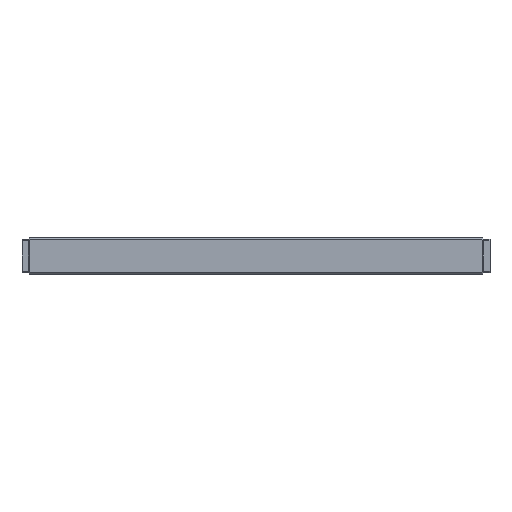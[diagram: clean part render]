
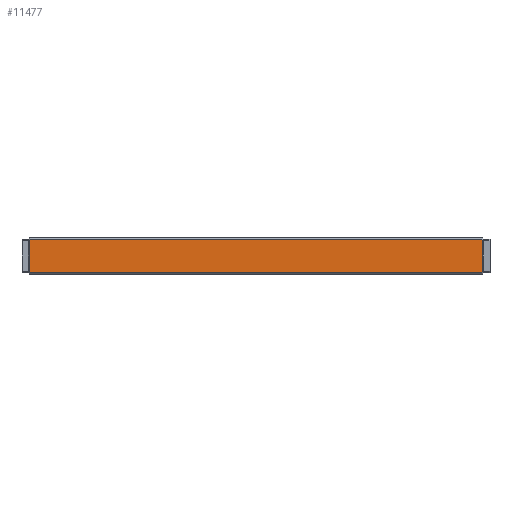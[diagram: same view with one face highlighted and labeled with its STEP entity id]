
A CAD part, front view. The second image highlights one B-rep face of the part: STEP entity #11477.
In plain terms, the highlighted planar face has unit normal (0, -1, 0).
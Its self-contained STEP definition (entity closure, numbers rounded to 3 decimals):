
#9570=FACE_OUTER_BOUND('',#19459,.T.);
#11477=ADVANCED_FACE('',(#9570),#14085,.T.);
#14085=PLANE('',#53754);
#19459=EDGE_LOOP('',(#23310,#23311,#23312,#23313,#23314,#23315,#23316,#23317));
#23310=ORIENTED_EDGE('',*,*,#39906,.T.);
#23311=ORIENTED_EDGE('',*,*,#39907,.F.);
#23312=ORIENTED_EDGE('',*,*,#39908,.T.);
#23313=ORIENTED_EDGE('',*,*,#39909,.T.);
#23314=ORIENTED_EDGE('',*,*,#39910,.T.);
#23315=ORIENTED_EDGE('',*,*,#39911,.F.);
#23316=ORIENTED_EDGE('',*,*,#39912,.T.);
#23317=ORIENTED_EDGE('',*,*,#39913,.T.);
#35582=VERTEX_POINT('',#69472);
#35583=VERTEX_POINT('',#69473);
#35584=VERTEX_POINT('',#69475);
#35585=VERTEX_POINT('',#69477);
#35586=VERTEX_POINT('',#69479);
#35587=VERTEX_POINT('',#69481);
#35588=VERTEX_POINT('',#69483);
#35589=VERTEX_POINT('',#69485);
#39906=EDGE_CURVE('',#35582,#35583,#45954,.T.);
#39907=EDGE_CURVE('',#35584,#35583,#45955,.T.);
#39908=EDGE_CURVE('',#35584,#35585,#45956,.T.);
#39909=EDGE_CURVE('',#35585,#35586,#45957,.T.);
#39910=EDGE_CURVE('',#35586,#35587,#45958,.T.);
#39911=EDGE_CURVE('',#35588,#35587,#45959,.T.);
#39912=EDGE_CURVE('',#35588,#35589,#45960,.T.);
#39913=EDGE_CURVE('',#35589,#35582,#45961,.T.);
#45954=LINE('',#69471,#49942);
#45955=LINE('',#69474,#49943);
#45956=LINE('',#69476,#49944);
#45957=LINE('',#69478,#49945);
#45958=LINE('',#69480,#49946);
#45959=LINE('',#69482,#49947);
#45960=LINE('',#69484,#49948);
#45961=LINE('',#69486,#49949);
#49942=VECTOR('',#57601,1.);
#49943=VECTOR('',#57602,1.);
#49944=VECTOR('',#57603,1.);
#49945=VECTOR('',#57604,1.);
#49946=VECTOR('',#57605,1.);
#49947=VECTOR('',#57606,1.);
#49948=VECTOR('',#57607,1.);
#49949=VECTOR('',#57608,1.);
#53754=AXIS2_PLACEMENT_3D('',#69487,#57609,#57610);
#57601=DIRECTION('',(-1.,0.,0.));
#57602=DIRECTION('',(0.577,0.,0.816));
#57603=DIRECTION('',(0.,0.,-1.));
#57604=DIRECTION('',(0.577,0.,-0.816));
#57605=DIRECTION('',(1.,0.,0.));
#57606=DIRECTION('',(-0.577,0.,-0.816));
#57607=DIRECTION('',(0.,0.,1.));
#57608=DIRECTION('',(-0.577,0.,0.816));
#57609=DIRECTION('',(0.,-1.,0.));
#57610=DIRECTION('',(1.,0.,0.));
#69471=CARTESIAN_POINT('',(-75.,-6.,5.5));
#69472=CARTESIAN_POINT('',(74.3,-6.,5.5));
#69473=CARTESIAN_POINT('',(-74.3,-6.,5.5));
#69474=CARTESIAN_POINT('',(-74.582,-6.,5.101));
#69475=CARTESIAN_POINT('',(-74.5,-6.,5.217));
#69476=CARTESIAN_POINT('',(-74.5,-6.,-5.5));
#69477=CARTESIAN_POINT('',(-74.5,-6.,-5.217));
#69478=CARTESIAN_POINT('',(-79.954,-6.,2.497));
#69479=CARTESIAN_POINT('',(-74.3,-6.,-5.5));
#69480=CARTESIAN_POINT('',(-75.,-6.,-5.5));
#69481=CARTESIAN_POINT('',(74.3,-6.,-5.5));
#69482=CARTESIAN_POINT('',(74.582,-6.,-5.101));
#69483=CARTESIAN_POINT('',(74.5,-6.,-5.217));
#69484=CARTESIAN_POINT('',(74.5,-6.,6.));
#69485=CARTESIAN_POINT('',(74.5,-6.,5.217));
#69486=CARTESIAN_POINT('',(24.298,-6.,76.214));
#69487=CARTESIAN_POINT('',(-75.,-6.,6.));
